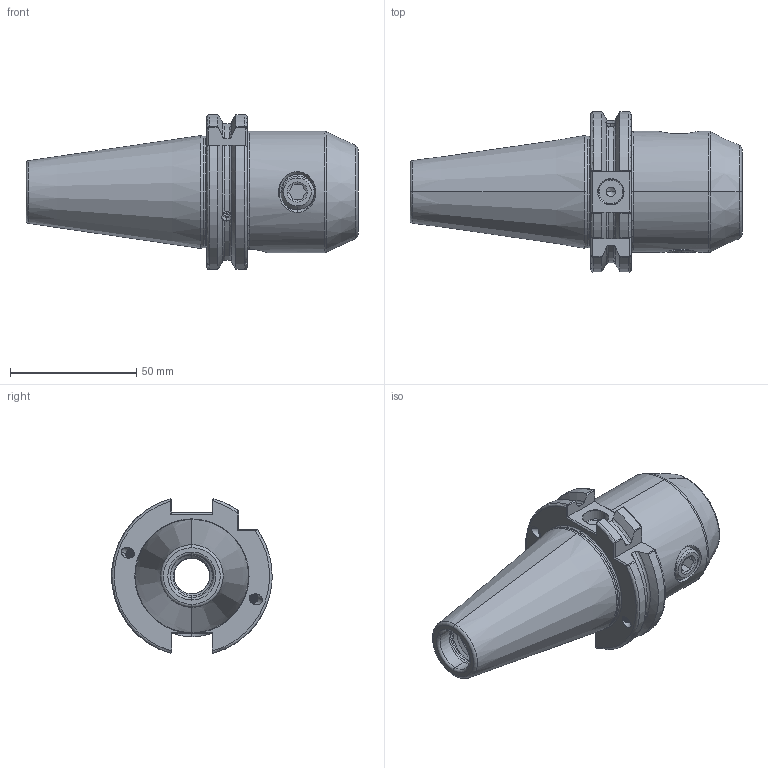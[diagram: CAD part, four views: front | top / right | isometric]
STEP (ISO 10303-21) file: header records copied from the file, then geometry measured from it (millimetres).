
FILE_DESCRIPTION (( 'STEP AP203' ), '1' );
FILE_NAME ('403.04.16.STEP', '2016-11-25T07:28:55', ( '' ), ( '' ), 'SwSTEP 2.0', 'SolidWorks 2012', '' );
FILE_SCHEMA (( 'CONFIG_CONTROL_DESIGN' ));
Length unit declared in the file: millimetre
Products named in the file (3): 側固14_M14x2_16L; 403.04.16
Assembly tree (2 placements, depth 2):
  403.04.16
    403.04.16
    側固14_M14x2_16L
Bounding box: 131.4 x 63.41 x 61.24 mm (x, y, z)
Volume: 161194 mm3; surface area: 32679.1 mm2
Topology: 2 solids, 2 shells, 326 faces, 900 edges, 567 vertices
Faces by surface type: cylinder 145, plane 57, cone 44, bspline 40, torus 38, sphere 2
Entity records: 28251 total; most frequent: CARTESIAN_POINT 20812, ORIENTED_EDGE 1768, DIRECTION 1195, EDGE_CURVE 884, VERTEX_POINT 567, AXIS2_PLACEMENT_3D 472, EDGE_LOOP 343, ADVANCED_FACE 326
